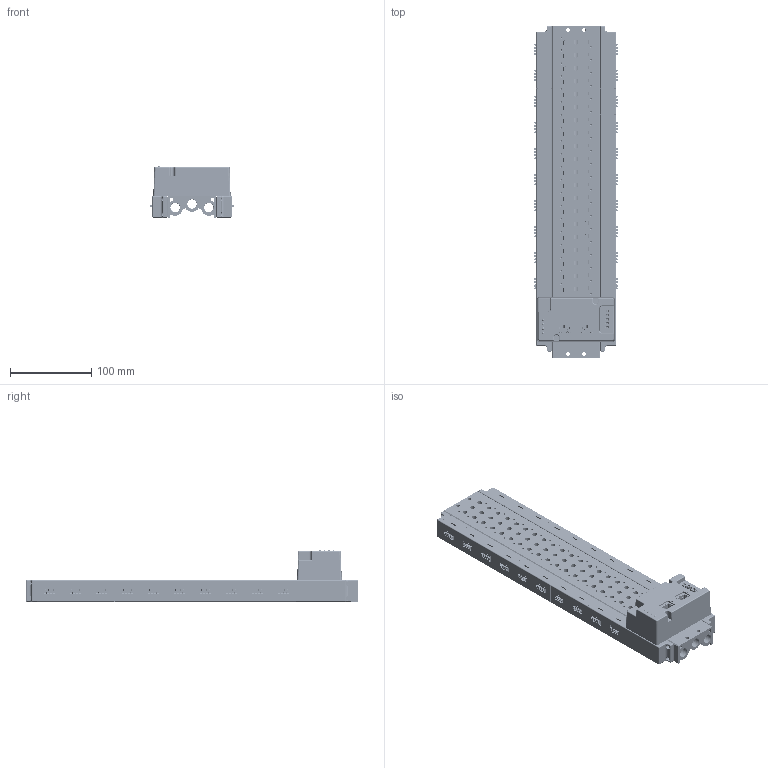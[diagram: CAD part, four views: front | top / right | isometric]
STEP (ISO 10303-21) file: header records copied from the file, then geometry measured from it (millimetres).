
FILE_DESCRIPTION(/* description */ (''),/* implementation_level */ '2;1');
FILE_NAME(/* name */ '',/* time_stamp */ '2025-01-20T14:44:44+08:00',/* author */ (''),/* organization */ (''),/* preprocessor_version */ 'ST-DEVELOPER v14',/* originating_system */ 'SIEMENS PLM Software NX 8.0',/* authorisation */ '');
FILE_SCHEMA (('AUTOMOTIVE_DESIGN { 1 0 10303 214 3 1 1 1 }'));
Products named in the file (1): Admi344802A2d4j9
Bounding box: 102.96 x 409 x 63.34 mm (x, y, z)
Volume: 918425 mm3; surface area: 274990 mm2
Topology: 2 solids, 3 shells, 9344 faces, 27287 edges, 17822 vertices
Faces by surface type: plane 7265, cylinder 1586, bspline 238, cone 111, sphere 68, torus 63, extrusion 13
Full cylindrical faces by diameter (mm): 0.45 x48, 1.8 x4, 2.5 x40, 2.7 x2, 3 x14, 3.2 x12, 3.221 x4, 3.5 x4, 4.5 x4, 5.5 x8, 6 x60, 11.5 x5, 11.8 x6
Entity records: 321555 total; most frequent: CARTESIAN_POINT 74136, ORIENTED_EDGE 53342, DIRECTION 48878, EDGE_CURVE 26671, VECTOR 20926, LINE 20913, VERTEX_POINT 17653, AXIS2_PLACEMENT_3D 13976
